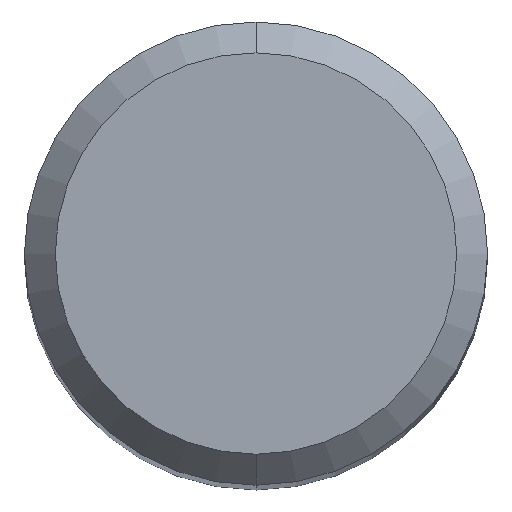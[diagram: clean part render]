
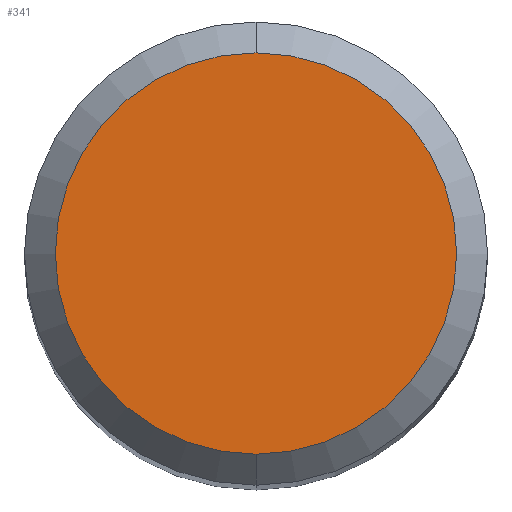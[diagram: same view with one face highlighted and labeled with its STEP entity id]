
A CAD part, top view. The second image highlights one B-rep face of the part: STEP entity #341.
In plain terms, the highlighted planar face has unit normal (0, 0, 1).
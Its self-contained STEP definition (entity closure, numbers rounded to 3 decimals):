
#213=VERTEX_POINT('',#525);
#293=EDGE_CURVE('',#213,#463,#619,.T.);
#341=ADVANCED_FACE('',(#668),#669,.T.);
#393=EDGE_CURVE('',#463,#213,#724,.T.);
#463=VERTEX_POINT('',#800);
#525=CARTESIAN_POINT('',(0.0,2.6,0.0));
#619=CIRCLE('',#1044,2.6);
#668=FACE_OUTER_BOUND('',#1145,.T.);
#669=PLANE('',#1146);
#724=CIRCLE('',#1283,2.6);
#800=CARTESIAN_POINT('',(0.,-2.6,0.0));
#1044=AXIS2_PLACEMENT_3D('',#1647,#1648,#1649);
#1145=EDGE_LOOP('',(#1675,#1676));
#1146=AXIS2_PLACEMENT_3D('',#1677,#1678,#1679);
#1283=AXIS2_PLACEMENT_3D('',#1723,#1724,#1725);
#1647=CARTESIAN_POINT('',(0.0,0.0,0.0));
#1648=DIRECTION('',(0.0,0.0,-1.0));
#1649=DIRECTION('',(0.0,1.0,0.0));
#1675=ORIENTED_EDGE('',*,*,#293,.F.);
#1676=ORIENTED_EDGE('',*,*,#393,.F.);
#1677=CARTESIAN_POINT('',(0.0,1.3,0.0));
#1678=DIRECTION('',(-0.0,0.0,1.0));
#1679=DIRECTION('',(0.0,-1.0,0.0));
#1723=CARTESIAN_POINT('',(0.0,0.0,0.0));
#1724=DIRECTION('',(0.0,0.0,-1.0));
#1725=DIRECTION('',(0.0,1.0,0.0));
